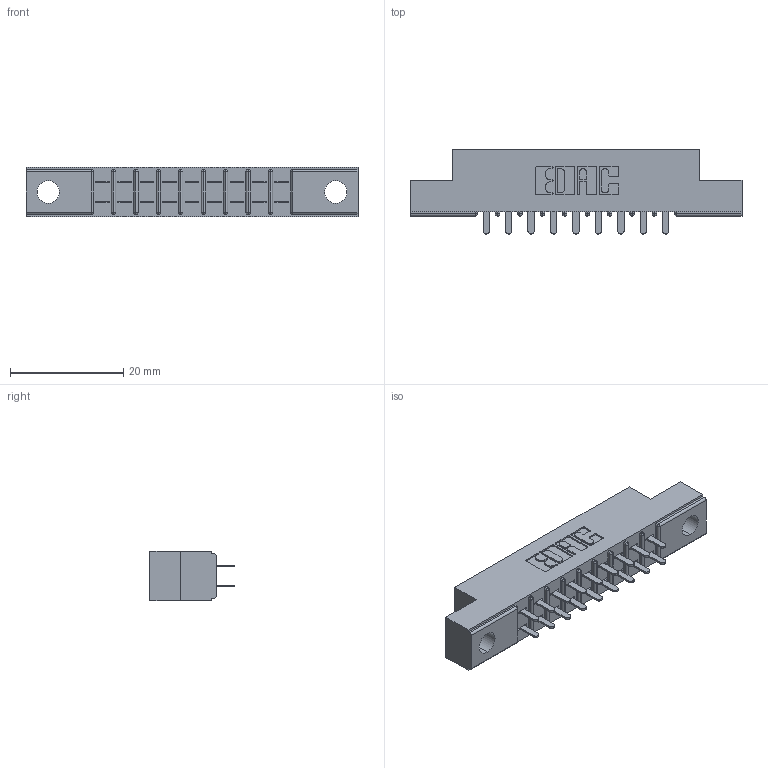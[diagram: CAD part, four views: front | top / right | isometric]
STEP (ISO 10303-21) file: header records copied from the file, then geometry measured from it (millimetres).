
FILE_DESCRIPTION (( 'STEP AP203' ), '1' );
FILE_NAME ('315-018-521-204.STEP', '2019-09-10T14:00:43', ( '' ), ( '' ), 'SwSTEP 2.0', 'SolidWorks 2016', '' );
FILE_SCHEMA (( 'CONFIG_CONTROL_DESIGN' ));
Length unit declared in the file: inch
Products named in the file (3): 315-018-521-204; 305-290-001_521; 305 Part_.156 Dia
Assembly tree (19 placements, depth 2):
  315-018-521-204
    305 Part_.156 Dia
    305-290-001_521  x18
Bounding box: 58.67 x 14.86 x 8.71 mm (x, y, z)
Volume: 3581 mm3; surface area: 5812.3 mm2
Topology: 19 solids, 19 shells, 958 faces, 2719 edges, 1762 vertices
Faces by surface type: plane 568, cylinder 354, sphere 36
Entity records: 14060 total; most frequent: CARTESIAN_POINT 2331, ORIENTED_EDGE 2306, DIRECTION 2273, EDGE_CURVE 1153, LINE 905, VECTOR 905, VERTEX_POINT 742, AXIS2_PLACEMENT_3D 684
